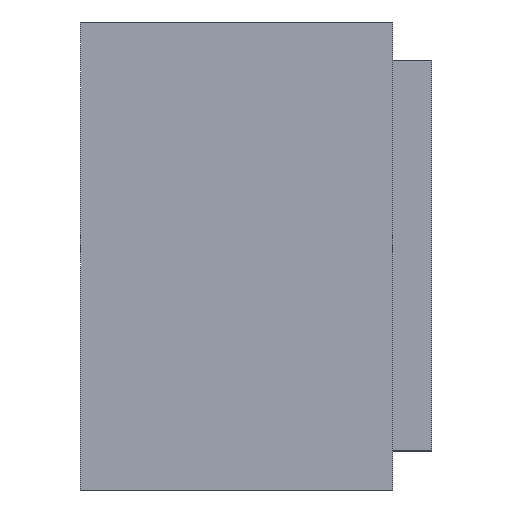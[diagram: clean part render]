
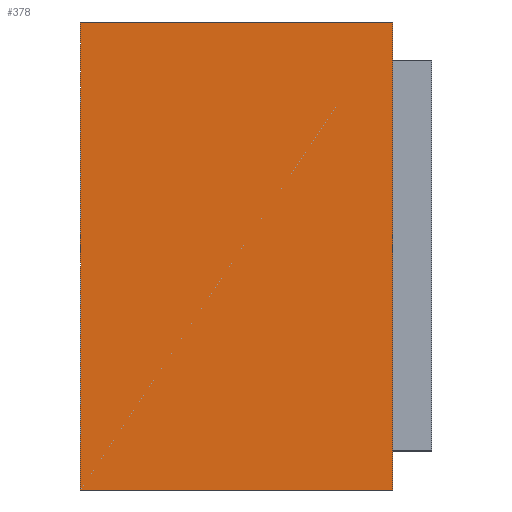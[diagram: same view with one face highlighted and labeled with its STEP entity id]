
A CAD part, left-side view. The second image highlights one B-rep face of the part: STEP entity #378.
In plain terms, the highlighted planar face has unit normal (-1, 0, 0).
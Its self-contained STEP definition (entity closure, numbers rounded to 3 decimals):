
#7 = CARTESIAN_POINT ( 'NONE',  ( -0.5, 0., -0.3 ) ) ;
#23 = CARTESIAN_POINT ( 'NONE',  ( -0.5, 0.4, -0.3 ) ) ;
#45 = CARTESIAN_POINT ( 'NONE',  ( -0.5, 0.4, -0.3 ) ) ;
#57 = DIRECTION ( 'NONE',  ( 0., -1., 0. ) ) ;
#135 = VERTEX_POINT ( 'NONE', #562 ) ;
#139 = VECTOR ( 'NONE', #618, 1000. ) ;
#151 = VERTEX_POINT ( 'NONE', #7 ) ;
#156 = EDGE_CURVE ( 'NONE', #135, #442, #301, .T. ) ;
#164 = DIRECTION ( 'NONE',  ( 1., 0., 0. ) ) ;
#203 = FACE_OUTER_BOUND ( 'NONE', #699, .T. ) ;
#228 = VECTOR ( 'NONE', #57, 1000. ) ;
#248 = VECTOR ( 'NONE', #671, 1000. ) ;
#254 = LINE ( 'NONE', #290, #425 ) ;
#286 = DIRECTION ( 'NONE',  ( 0., 0., -1. ) ) ;
#290 = CARTESIAN_POINT ( 'NONE',  ( -0.5, 0., -0.3 ) ) ;
#301 = LINE ( 'NONE', #468, #228 ) ;
#364 = ORIENTED_EDGE ( 'NONE', *, *, #423, .T. ) ;
#378 = ADVANCED_FACE ( 'NONE', ( #203 ), #713, .F. ) ;
#423 = EDGE_CURVE ( 'NONE', #151, #442, #254, .T. ) ;
#425 = VECTOR ( 'NONE', #553, 1000. ) ;
#442 = VERTEX_POINT ( 'NONE', #680 ) ;
#457 = EDGE_CURVE ( 'NONE', #588, #151, #718, .T. ) ;
#468 = CARTESIAN_POINT ( 'NONE',  ( -0.5, 0.4, 0.3 ) ) ;
#486 = ORIENTED_EDGE ( 'NONE', *, *, #457, .T. ) ;
#499 = EDGE_CURVE ( 'NONE', #588, #135, #599, .T. ) ;
#526 = ORIENTED_EDGE ( 'NONE', *, *, #156, .F. ) ;
#553 = DIRECTION ( 'NONE',  ( 0., 0., 1. ) ) ;
#562 = CARTESIAN_POINT ( 'NONE',  ( -0.5, 0.4, 0.3 ) ) ;
#566 = CARTESIAN_POINT ( 'NONE',  ( -0.5, 0.4, -0.3 ) ) ;
#588 = VERTEX_POINT ( 'NONE', #23 ) ;
#599 = LINE ( 'NONE', #566, #248 ) ;
#618 = DIRECTION ( 'NONE',  ( 0., -1., 0. ) ) ;
#622 = ORIENTED_EDGE ( 'NONE', *, *, #499, .F. ) ;
#671 = DIRECTION ( 'NONE',  ( 0., 0., 1. ) ) ;
#680 = CARTESIAN_POINT ( 'NONE',  ( -0.5, 0., 0.3 ) ) ;
#699 = EDGE_LOOP ( 'NONE', ( #364, #526, #622, #486 ) ) ;
#702 = AXIS2_PLACEMENT_3D ( 'NONE', #45, #164, #286 ) ;
#713 = PLANE ( 'NONE',  #702 ) ;
#718 = LINE ( 'NONE', #726, #139 ) ;
#726 = CARTESIAN_POINT ( 'NONE',  ( -0.5, 0.4, -0.3 ) ) ;
